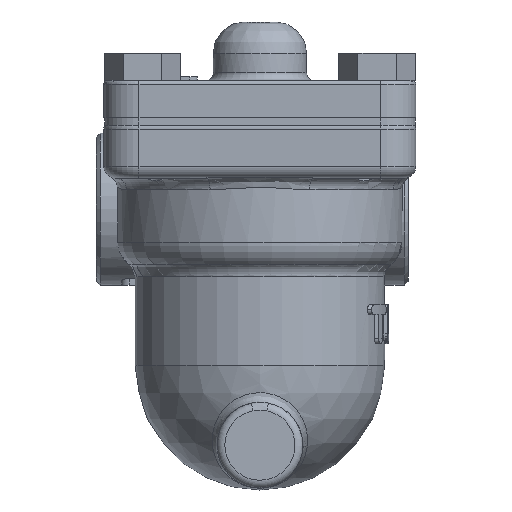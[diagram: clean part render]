
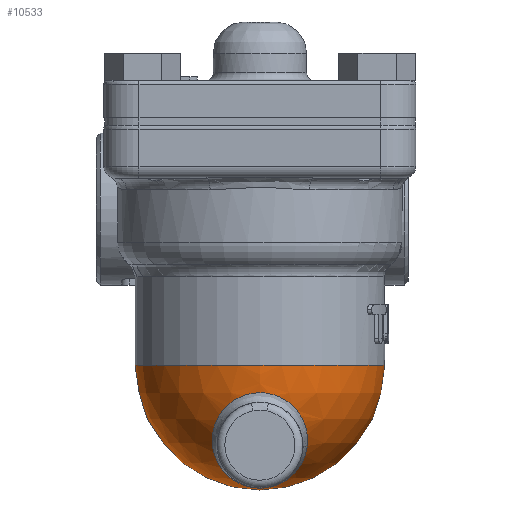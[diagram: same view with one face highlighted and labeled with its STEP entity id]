
A CAD part, left-side view. The second image highlights one B-rep face of the part: STEP entity #10533.
In plain terms, the highlighted spherical face has radius 32 mm.
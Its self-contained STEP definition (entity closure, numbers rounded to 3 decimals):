
#59=SPHERICAL_SURFACE('',#11553,32.);
#291=B_SPLINE_CURVE_WITH_KNOTS('',3,(#19578,#19579,#19580,#19581,#19582,
#19583,#19584,#19585),.UNSPECIFIED.,.F.,.F.,(4,1,1,1,1,4),(-8.475,
-7.87,-7.264,-6.861,-6.457,
-6.381),.UNSPECIFIED.);
#292=B_SPLINE_CURVE_WITH_KNOTS('',3,(#19587,#19588,#19589,#19590,#19591,
#19592,#19593,#19594,#19595,#19596,#19597,#19598,#19599,#19600),
 .UNSPECIFIED.,.F.,.F.,(4,1,1,1,1,1,1,1,1,1,1,4),(-6.381,-6.053,
-5.65,-5.246,-4.944,-4.843,
-3.632,-3.229,-2.825,-2.421,
-2.27,-2.144),.UNSPECIFIED.);
#293=B_SPLINE_CURVE_WITH_KNOTS('',3,(#19601,#19602,#19603,#19604,#19605,
#19606,#19607,#19608,#19609,#19610),.UNSPECIFIED.,.F.,.F.,(4,1,1,1,1,1,
1,4),(-2.144,-2.119,-1.967,-1.816,
-1.513,-1.211,-0.605,0.),
 .UNSPECIFIED.);
#1407=FACE_OUTER_BOUND('',#2090,.T.);
#2090=EDGE_LOOP('',(#8244,#8245,#8246,#8247,#8248,#8249,#8250,#8251,#8252,
#8253,#8254,#8255));
#3905=CIRCLE('',#11507,27.713);
#3908=CIRCLE('',#11511,16.);
#3910=CIRCLE('',#11514,27.713);
#3933=CIRCLE('',#11554,32.);
#3934=CIRCLE('',#11555,32.);
#3935=CIRCLE('',#11556,32.);
#3936=CIRCLE('',#11557,32.);
#4745=VERTEX_POINT('',#18641);
#4746=VERTEX_POINT('',#18646);
#4747=VERTEX_POINT('',#18651);
#4749=VERTEX_POINT('',#18656);
#4772=VERTEX_POINT('',#19575);
#4773=VERTEX_POINT('',#19577);
#4774=VERTEX_POINT('',#19586);
#4775=VERTEX_POINT('',#19633);
#4776=VERTEX_POINT('',#19636);
#5972=EDGE_CURVE('',#4746,#4745,#3905,.T.);
#5975=EDGE_CURVE('',#4747,#4746,#3908,.T.);
#5977=EDGE_CURVE('',#4749,#4747,#3910,.T.);
#6034=EDGE_CURVE('',#4772,#4773,#291,.T.);
#6035=EDGE_CURVE('',#4773,#4774,#292,.T.);
#6036=EDGE_CURVE('',#4774,#4772,#293,.T.);
#6038=EDGE_CURVE('',#4749,#4775,#3933,.T.);
#6039=EDGE_CURVE('',#4775,#4773,#3934,.T.);
#6040=EDGE_CURVE('',#4774,#4776,#3935,.T.);
#6041=EDGE_CURVE('',#4775,#4745,#3936,.T.);
#8244=ORIENTED_EDGE('',*,*,#5977,.F.);
#8245=ORIENTED_EDGE('',*,*,#6038,.T.);
#8246=ORIENTED_EDGE('',*,*,#6039,.T.);
#8247=ORIENTED_EDGE('',*,*,#6034,.F.);
#8248=ORIENTED_EDGE('',*,*,#6036,.F.);
#8249=ORIENTED_EDGE('',*,*,#6040,.T.);
#8250=ORIENTED_EDGE('',*,*,#6040,.F.);
#8251=ORIENTED_EDGE('',*,*,#6035,.F.);
#8252=ORIENTED_EDGE('',*,*,#6039,.F.);
#8253=ORIENTED_EDGE('',*,*,#6041,.T.);
#8254=ORIENTED_EDGE('',*,*,#5972,.F.);
#8255=ORIENTED_EDGE('',*,*,#5975,.F.);
#10533=ADVANCED_FACE('',(#1407),#59,.T.);
#11507=AXIS2_PLACEMENT_3D('',#18648,#13608,#13609);
#11511=AXIS2_PLACEMENT_3D('',#18653,#13616,#13617);
#11514=AXIS2_PLACEMENT_3D('',#18658,#13622,#13623);
#11553=AXIS2_PLACEMENT_3D('',#19632,#13711,#13712);
#11554=AXIS2_PLACEMENT_3D('',#19634,#13713,#13714);
#11555=AXIS2_PLACEMENT_3D('',#19635,#13715,#13716);
#11556=AXIS2_PLACEMENT_3D('',#19637,#13717,#13718);
#11557=AXIS2_PLACEMENT_3D('',#19638,#13719,#13720);
#13608=DIRECTION('center_axis',(0.,-1.,0.));
#13609=DIRECTION('ref_axis',(0.991,0.,-0.131));
#13616=DIRECTION('center_axis',(0.966,0.,
-0.259));
#13617=DIRECTION('ref_axis',(-0.259,0.,-0.966));
#13622=DIRECTION('center_axis',(0.,1.,0.));
#13623=DIRECTION('ref_axis',(0.991,0.,-0.131));
#13711=DIRECTION('center_axis',(0.,0.,1.));
#13712=DIRECTION('ref_axis',(1.,0.,0.));
#13713=DIRECTION('center_axis',(0.,0.,
-1.));
#13714=DIRECTION('ref_axis',(1.,0.,0.));
#13715=DIRECTION('center_axis',(0.,-1.,0.));
#13716=DIRECTION('ref_axis',(-1.,0.,0.));
#13717=DIRECTION('center_axis',(0.,-1.,0.));
#13718=DIRECTION('ref_axis',(-1.,0.,0.));
#13719=DIRECTION('center_axis',(0.,0.,
-1.));
#13720=DIRECTION('ref_axis',(1.,0.,0.));
#18641=CARTESIAN_POINT('',(-23.945,14.085,-28.));
#18646=CARTESIAN_POINT('',(-24.89,14.085,-35.173));
#18648=CARTESIAN_POINT('Origin',(-51.658,14.085,-28.));
#18651=CARTESIAN_POINT('',(-24.89,-17.915,-35.173));
#18653=CARTESIAN_POINT('Origin',(-24.89,-1.915,-35.173));
#18656=CARTESIAN_POINT('',(-23.945,-17.915,-28.));
#18658=CARTESIAN_POINT('Origin',(-51.658,-17.915,-28.));
#19575=CARTESIAN_POINT('',(-72.823,-14.07,-48.696));
#19577=CARTESIAN_POINT('',(-82.87,-1.915,-35.059));
#19578=CARTESIAN_POINT('Ctrl Pts',(-72.823,-14.07,
-48.696));
#19579=CARTESIAN_POINT('Ctrl Pts',(-74.342,-14.262,
-47.03));
#19580=CARTESIAN_POINT('Ctrl Pts',(-77.243,-13.98,-43.483));
#19581=CARTESIAN_POINT('Ctrl Pts',(-80.433,-11.317,-38.898));
#19582=CARTESIAN_POINT('Ctrl Pts',(-82.308,-7.214,
-35.97));
#19583=CARTESIAN_POINT('Ctrl Pts',(-82.832,-3.99,
-35.119));
#19584=CARTESIAN_POINT('Ctrl Pts',(-82.87,-2.199,
-35.059));
#19585=CARTESIAN_POINT('Ctrl Pts',(-82.87,-1.916,
-35.059));
#19586=CARTESIAN_POINT('',(-57.126,-1.915,-59.529));
#19587=CARTESIAN_POINT('Ctrl Pts',(-82.87,-1.916,
-35.059));
#19588=CARTESIAN_POINT('Ctrl Pts',(-82.869,-0.691,
-35.061));
#19589=CARTESIAN_POINT('Ctrl Pts',(-82.613,2.045,-35.476));
#19590=CARTESIAN_POINT('Ctrl Pts',(-81.393,5.713,-37.416));
#19591=CARTESIAN_POINT('Ctrl Pts',(-79.531,8.254,-40.208));
#19592=CARTESIAN_POINT('Ctrl Pts',(-77.891,9.391,-42.485));
#19593=CARTESIAN_POINT('Ctrl Pts',(-74.353,10.904,-47.166));
#19594=CARTESIAN_POINT('Ctrl Pts',(-69.891,9.958,-52.109));
#19595=CARTESIAN_POINT('Ctrl Pts',(-64.422,6.696,-56.169));
#19596=CARTESIAN_POINT('Ctrl Pts',(-61.154,4.175,-58.063));
#19597=CARTESIAN_POINT('Ctrl Pts',(-58.668,1.751,-59.062));
#19598=CARTESIAN_POINT('Ctrl Pts',(-57.348,-0.41,
-59.468));
#19599=CARTESIAN_POINT('Ctrl Pts',(-57.13,-1.447,
-59.529));
#19600=CARTESIAN_POINT('Ctrl Pts',(-57.127,-1.916,
-59.529));
#19601=CARTESIAN_POINT('Ctrl Pts',(-57.127,-1.916,
-59.529));
#19602=CARTESIAN_POINT('Ctrl Pts',(-57.127,-2.01,
-59.529));
#19603=CARTESIAN_POINT('Ctrl Pts',(-57.149,-2.667,
-59.522));
#19604=CARTESIAN_POINT('Ctrl Pts',(-57.562,-3.852,
-59.407));
#19605=CARTESIAN_POINT('Ctrl Pts',(-58.829,-5.682,
-58.994));
#19606=CARTESIAN_POINT('Ctrl Pts',(-60.757,-7.617,
-58.209));
#19607=CARTESIAN_POINT('Ctrl Pts',(-64.009,-10.266,
-56.473));
#19608=CARTESIAN_POINT('Ctrl Pts',(-68.128,-12.821,
-53.482));
#19609=CARTESIAN_POINT('Ctrl Pts',(-71.304,-13.878,
-50.362));
#19610=CARTESIAN_POINT('Ctrl Pts',(-72.823,-14.07,
-48.696));
#19632=CARTESIAN_POINT('Origin',(-51.658,-1.915,-28.));
#19633=CARTESIAN_POINT('',(-83.658,-1.915,-28.));
#19634=CARTESIAN_POINT('Origin',(-51.658,-1.915,-28.));
#19635=CARTESIAN_POINT('Origin',(-51.658,-1.915,-28.));
#19636=CARTESIAN_POINT('',(-51.658,-1.915,-60.));
#19637=CARTESIAN_POINT('Origin',(-51.658,-1.915,-28.));
#19638=CARTESIAN_POINT('Origin',(-51.658,-1.915,-28.));
